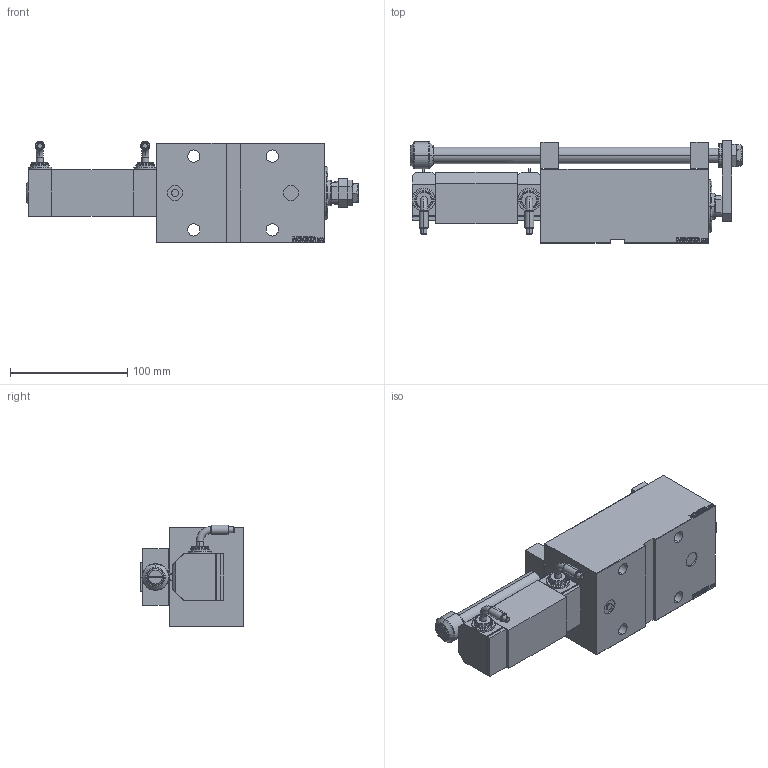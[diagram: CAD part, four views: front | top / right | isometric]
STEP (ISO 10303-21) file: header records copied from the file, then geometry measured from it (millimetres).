
FILE_DESCRIPTION (( 'STEP AP203' ), '1' );
FILE_NAME ('7a21.STEP', '2024-02-12T05:39:33', ( '' ), ( '' ), 'SwSTEP 2.0', 'SolidWorks 2019', '' );
FILE_SCHEMA (( 'CONFIG_CONTROL_DESIGN' ));
Length unit declared in the file: millimetre
Products named in the file (13): V450CM_E_VCP 934d0340961e0455c2d4e71974c17b3c; SWITCH DIM W_B 934d0340961e0455c2d4e71974c17b3c; V450CM_VC_B 934d0340961e0455c2d4e71974c17b3c; MIDDLE 934d0340961e0455c2d4e71974c17b3c; KROUZEK_PRO_TYC 934d0340961e0455c2d4e71974c17b3c; NUT_D16 934d0340961e0455c2d4e71974c17b3c; SWITCH_P_FRONT_BACK 934d0340961e0455c2d4e71974c17b3c; ZARAZKA_P 934d0340961e0455c2d4e71974c17b3c; SWITCH P 934d0340961e0455c2d4e71974c17b3c; TYC_P 934d0340961e0455c2d4e71974c17b3c; NUT_D19_P 934d0340961e0455c2d4e71974c17b3c; 7a21; V450CM_E_Body 934d0340961e0455c2d4e71974c17b3c
Assembly tree (14 placements, depth 2):
  7a21
    V450CM_E_Body 934d0340961e0455c2d4e71974c17b3c
    V450CM_E_VCP 934d0340961e0455c2d4e71974c17b3c
    V450CM_VC_B 934d0340961e0455c2d4e71974c17b3c
    ZARAZKA_P 934d0340961e0455c2d4e71974c17b3c
    KROUZEK_PRO_TYC 934d0340961e0455c2d4e71974c17b3c
    MIDDLE 934d0340961e0455c2d4e71974c17b3c
    NUT_D16 934d0340961e0455c2d4e71974c17b3c
    NUT_D19_P 934d0340961e0455c2d4e71974c17b3c
    SWITCH DIM W_B 934d0340961e0455c2d4e71974c17b3c
    SWITCH P 934d0340961e0455c2d4e71974c17b3c  x2
    SWITCH_P_FRONT_BACK 934d0340961e0455c2d4e71974c17b3c  x2
    TYC_P 934d0340961e0455c2d4e71974c17b3c
Bounding box: 283.5 x 87.5 x 86.76 mm (x, y, z)
Volume: 940114.3 mm3; surface area: 163289.1 mm2
Topology: 14 solids, 14 shells, 1102 faces, 2750 edges, 1802 vertices
Faces by surface type: plane 525, bspline 384, cylinder 112, cone 49, torus 32
Entity records: 50099 total; most frequent: CARTESIAN_POINT 26515, ORIENTED_EDGE 5140, DIRECTION 3357, EDGE_CURVE 2570, VERTEX_POINT 1689, VECTOR 1493, LINE 1493, EDGE_LOOP 1171
